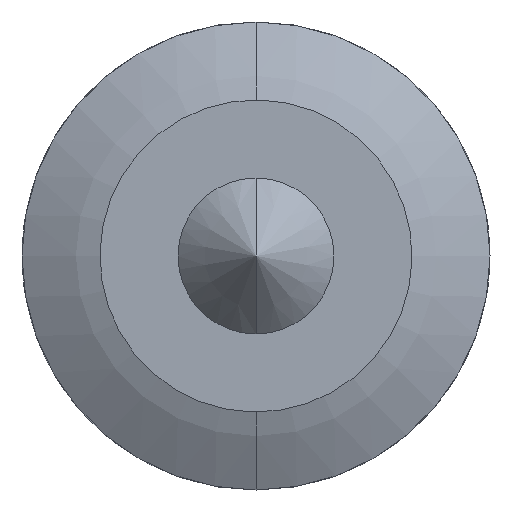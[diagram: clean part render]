
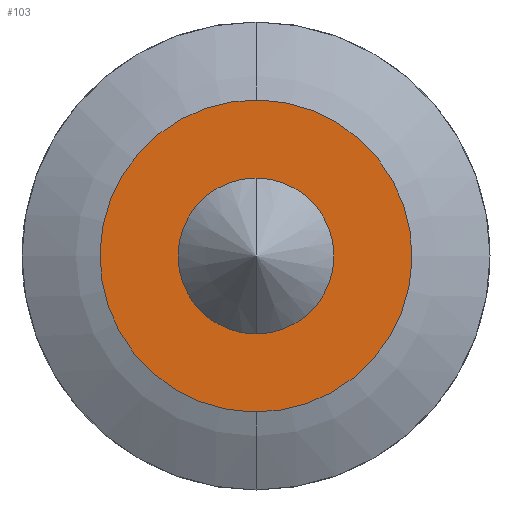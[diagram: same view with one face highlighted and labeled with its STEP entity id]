
A CAD part, front view. The second image highlights one B-rep face of the part: STEP entity #103.
In plain terms, the highlighted planar face has unit normal (0, -1, 0).
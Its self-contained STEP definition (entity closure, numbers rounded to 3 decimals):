
#46 = AXIS2_PLACEMENT_3D ( 'NONE', #984, #982, #981 ) ;
#95 = EDGE_CURVE ( 'NONE', #654, #651, #276, .T. ) ;
#102 = EDGE_CURVE ( 'NONE', #655, #641, #273, .T. ) ;
#103 = ADVANCED_FACE ( 'NONE', ( #739, #738 ), #970, .F. ) ;
#108 = EDGE_CURVE ( 'NONE', #651, #654, #285, .T. ) ;
#116 = EDGE_CURVE ( 'NONE', #641, #655, #271, .T. ) ;
#264 = AXIS2_PLACEMENT_3D ( 'NONE', #1010, #1007, #1011 ) ;
#271 = CIRCLE ( 'NONE', #46, 5. ) ;
#272 = AXIS2_PLACEMENT_3D ( 'NONE', #996, #997, #995 ) ;
#273 = CIRCLE ( 'NONE', #274, 5. ) ;
#274 = AXIS2_PLACEMENT_3D ( 'NONE', #983, #980, #976 ) ;
#276 = CIRCLE ( 'NONE', #264, 2.25 ) ;
#279 = AXIS2_PLACEMENT_3D ( 'NONE', #968, #963, #955 ) ;
#285 = CIRCLE ( 'NONE', #272, 2.25 ) ;
#307 = CARTESIAN_POINT ( 'NONE',  ( 0., 0., -5. ) ) ;
#308 = CARTESIAN_POINT ( 'NONE',  ( 0., 0., 2.25 ) ) ;
#312 = CARTESIAN_POINT ( 'NONE',  ( 0., 0., -2.25 ) ) ;
#322 = CARTESIAN_POINT ( 'NONE',  ( 0., 0., 5. ) ) ;
#598 = EDGE_LOOP ( 'NONE', ( #851, #865 ) ) ;
#599 = EDGE_LOOP ( 'NONE', ( #915, #857 ) ) ;
#641 = VERTEX_POINT ( 'NONE', #322 ) ;
#651 = VERTEX_POINT ( 'NONE', #312 ) ;
#654 = VERTEX_POINT ( 'NONE', #308 ) ;
#655 = VERTEX_POINT ( 'NONE', #307 ) ;
#738 = FACE_BOUND ( 'NONE', #598, .T. ) ;
#739 = FACE_OUTER_BOUND ( 'NONE', #599, .T. ) ;
#851 = ORIENTED_EDGE ( 'NONE', *, *, #108, .T. ) ;
#857 = ORIENTED_EDGE ( 'NONE', *, *, #116, .F. ) ;
#865 = ORIENTED_EDGE ( 'NONE', *, *, #95, .T. ) ;
#915 = ORIENTED_EDGE ( 'NONE', *, *, #102, .F. ) ;
#955 = DIRECTION ( 'NONE',  ( 0., 0., 1. ) ) ;
#963 = DIRECTION ( 'NONE',  ( 0., 1., 0. ) ) ;
#968 = CARTESIAN_POINT ( 'NONE',  ( 0., 0., 0. ) ) ;
#970 = PLANE ( 'NONE',  #279 ) ;
#976 = DIRECTION ( 'NONE',  ( 0., 0., 1. ) ) ;
#980 = DIRECTION ( 'NONE',  ( 0., 1., 0. ) ) ;
#981 = DIRECTION ( 'NONE',  ( 0., 0., 1. ) ) ;
#982 = DIRECTION ( 'NONE',  ( 0., 1., 0. ) ) ;
#983 = CARTESIAN_POINT ( 'NONE',  ( 0., 0., 0. ) ) ;
#984 = CARTESIAN_POINT ( 'NONE',  ( 0., 0., 0. ) ) ;
#995 = DIRECTION ( 'NONE',  ( 0., 0., 1. ) ) ;
#996 = CARTESIAN_POINT ( 'NONE',  ( 0., 0., 0. ) ) ;
#997 = DIRECTION ( 'NONE',  ( 0., 1., 0. ) ) ;
#1007 = DIRECTION ( 'NONE',  ( 0., 1., 0. ) ) ;
#1010 = CARTESIAN_POINT ( 'NONE',  ( 0., 0., 0. ) ) ;
#1011 = DIRECTION ( 'NONE',  ( 0., 0., 1. ) ) ;
